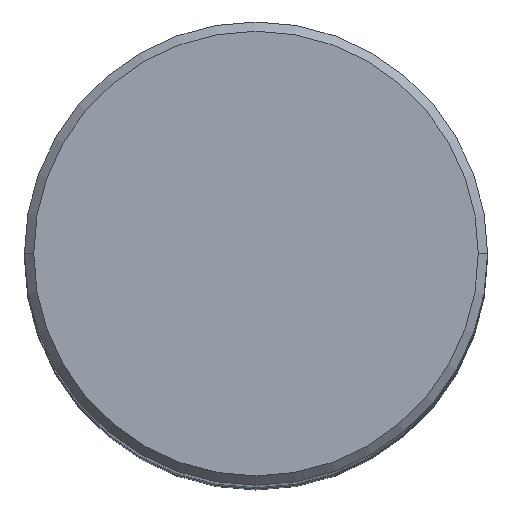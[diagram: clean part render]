
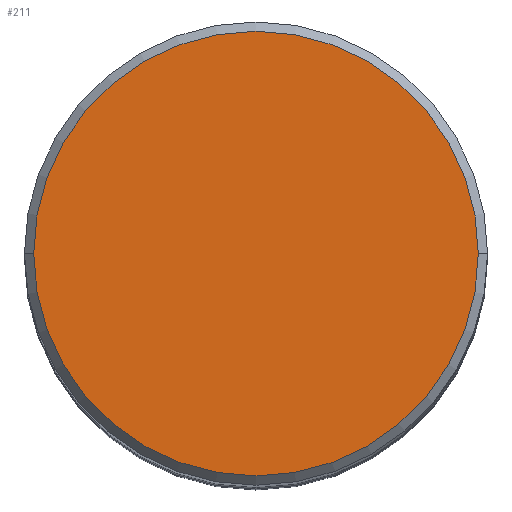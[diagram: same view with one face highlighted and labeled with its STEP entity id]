
A CAD part, top view. The second image highlights one B-rep face of the part: STEP entity #211.
In plain terms, the highlighted planar face has unit normal (0, 0, 1).
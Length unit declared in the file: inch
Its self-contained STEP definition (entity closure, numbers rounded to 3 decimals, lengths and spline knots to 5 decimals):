
#41 = CIRCLE ( 'NONE', #533, 0.48 ) ;
#50 = ORIENTED_EDGE ( 'NONE', *, *, #409, .T. ) ;
#56 = CARTESIAN_POINT ( 'NONE',  ( 0.48, 0., 0. ) ) ;
#67 = DIRECTION ( 'NONE',  ( 0., 0., 1. ) ) ;
#82 = DIRECTION ( 'NONE',  ( -1., 0., 0. ) ) ;
#119 = FACE_OUTER_BOUND ( 'NONE', #477, .T. ) ;
#122 = ORIENTED_EDGE ( 'NONE', *, *, #294, .T. ) ;
#128 = CARTESIAN_POINT ( 'NONE',  ( 0., 0.48, 0. ) ) ;
#170 = DIRECTION ( 'NONE',  ( 0., 0., -1. ) ) ;
#182 = VERTEX_POINT ( 'NONE', #379 ) ;
#200 = AXIS2_PLACEMENT_3D ( 'NONE', #128, #170, #82 ) ;
#211 = ADVANCED_FACE ( 'NONE', ( #119 ), #298, .F. ) ;
#277 = CARTESIAN_POINT ( 'NONE',  ( 0., 0., 0. ) ) ;
#294 = EDGE_CURVE ( 'NONE', #526, #182, #514, .T. ) ;
#298 = PLANE ( 'NONE',  #200 ) ;
#332 = DIRECTION ( 'NONE',  ( 0., 0., 1. ) ) ;
#379 = CARTESIAN_POINT ( 'NONE',  ( -0.48, 0., 0. ) ) ;
#409 = EDGE_CURVE ( 'NONE', #182, #526, #41, .T. ) ;
#413 = CARTESIAN_POINT ( 'NONE',  ( 0., 0., 0. ) ) ;
#477 = EDGE_LOOP ( 'NONE', ( #50, #122 ) ) ;
#486 = AXIS2_PLACEMENT_3D ( 'NONE', #413, #332, #496 ) ;
#496 = DIRECTION ( 'NONE',  ( 1., 0., 0. ) ) ;
#514 = CIRCLE ( 'NONE', #486, 0.48 ) ;
#526 = VERTEX_POINT ( 'NONE', #56 ) ;
#533 = AXIS2_PLACEMENT_3D ( 'NONE', #277, #67, #547 ) ;
#547 = DIRECTION ( 'NONE',  ( 1., 0., 0. ) ) ;
